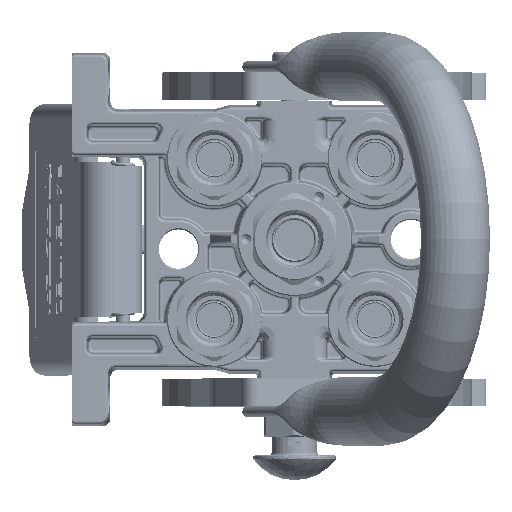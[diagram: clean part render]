
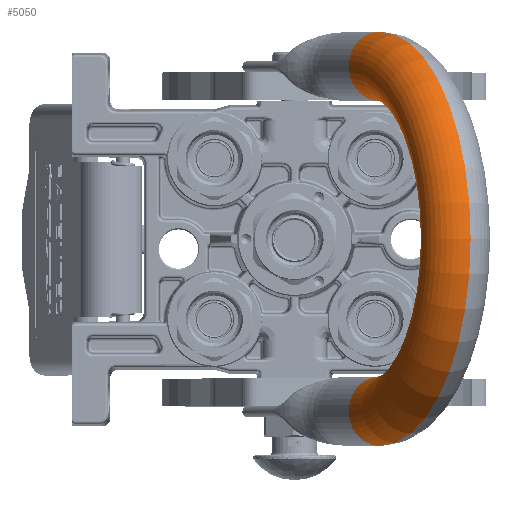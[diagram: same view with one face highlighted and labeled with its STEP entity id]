
A CAD part, top view. The second image highlights one B-rep face of the part: STEP entity #5050.
In plain terms, the highlighted toroidal (fillet/blend) face has major radius 62.25 mm and minor radius 12.5 mm.
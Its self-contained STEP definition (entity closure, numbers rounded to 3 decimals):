
#3477 = AXIS2_PLACEMENT_3D ( 'NONE', #109515, #174466, #189719 ) ;
#5050 = ADVANCED_FACE ( 'NONE', ( #77034 ), #166180, .T. ) ;
#10825 = DIRECTION ( 'NONE',  ( -1., 0., 0. ) ) ;
#24313 = ORIENTED_EDGE ( 'NONE', *, *, #178996, .T. ) ;
#25589 = EDGE_CURVE ( 'NONE', #101715, #130050, #137381, .T. ) ;
#26796 = DIRECTION ( 'NONE',  ( 0., 1., 0. ) ) ;
#30560 = ORIENTED_EDGE ( 'NONE', *, *, #25589, .T. ) ;
#42159 = CARTESIAN_POINT ( 'NONE',  ( 62.25, 0., 25.25 ) ) ;
#52213 = CARTESIAN_POINT ( 'NONE',  ( -49.75, 0., 25.25 ) ) ;
#54366 = CIRCLE ( 'NONE', #192390, 74.75 ) ;
#57607 = DIRECTION ( 'NONE',  ( -1., 0., 0. ) ) ;
#59669 = CARTESIAN_POINT ( 'NONE',  ( 0., 0., 25.25 ) ) ;
#60366 = DIRECTION ( 'NONE',  ( 0., 1., 0. ) ) ;
#67751 = VERTEX_POINT ( 'NONE', #95555 ) ;
#76131 = DIRECTION ( 'NONE',  ( 0., 0., -1. ) ) ;
#76882 = EDGE_LOOP ( 'NONE', ( #24313, #130540, #131100, #30560 ) ) ;
#77034 = FACE_OUTER_BOUND ( 'NONE', #76882, .T. ) ;
#77619 = AXIS2_PLACEMENT_3D ( 'NONE', #59669, #60366, #57607 ) ;
#83512 = CIRCLE ( 'NONE', #89527, 12.5 ) ;
#89527 = AXIS2_PLACEMENT_3D ( 'NONE', #42159, #76131, #92100 ) ;
#92100 = DIRECTION ( 'NONE',  ( 1., 0., 0. ) ) ;
#95555 = CARTESIAN_POINT ( 'NONE',  ( 74.75, 0., 25.25 ) ) ;
#101715 = VERTEX_POINT ( 'NONE', #180321 ) ;
#109515 = CARTESIAN_POINT ( 'NONE',  ( 0., 0., 25.25 ) ) ;
#130050 = VERTEX_POINT ( 'NONE', #52213 ) ;
#130540 = ORIENTED_EDGE ( 'NONE', *, *, #153150, .F. ) ;
#131100 = ORIENTED_EDGE ( 'NONE', *, *, #132349, .F. ) ;
#132349 = EDGE_CURVE ( 'NONE', #101715, #67751, #54366, .T. ) ;
#137381 = CIRCLE ( 'NONE', #171660, 12.5 ) ;
#138955 = CARTESIAN_POINT ( 'NONE',  ( 0., 0., 25.25 ) ) ;
#153150 = EDGE_CURVE ( 'NONE', #67751, #188985, #83512, .T. ) ;
#154052 = DIRECTION ( 'NONE',  ( 0., 0., 1. ) ) ;
#157152 = CIRCLE ( 'NONE', #77619, 49.75 ) ;
#166180 = TOROIDAL_SURFACE ( 'NONE', #3477, 62.25, 12.5 ) ;
#167981 = CARTESIAN_POINT ( 'NONE',  ( -62.25, 0., 25.25 ) ) ;
#171660 = AXIS2_PLACEMENT_3D ( 'NONE', #167981, #154052, #10825 ) ;
#174466 = DIRECTION ( 'NONE',  ( 0., 1., 0. ) ) ;
#178996 = EDGE_CURVE ( 'NONE', #130050, #188985, #157152, .T. ) ;
#180321 = CARTESIAN_POINT ( 'NONE',  ( -74.75, 0., 25.25 ) ) ;
#186001 = DIRECTION ( 'NONE',  ( -1., 0., 0. ) ) ;
#188985 = VERTEX_POINT ( 'NONE', #204474 ) ;
#189719 = DIRECTION ( 'NONE',  ( 1., 0., 0. ) ) ;
#192390 = AXIS2_PLACEMENT_3D ( 'NONE', #138955, #26796, #186001 ) ;
#204474 = CARTESIAN_POINT ( 'NONE',  ( 49.75, 0., 25.25 ) ) ;
